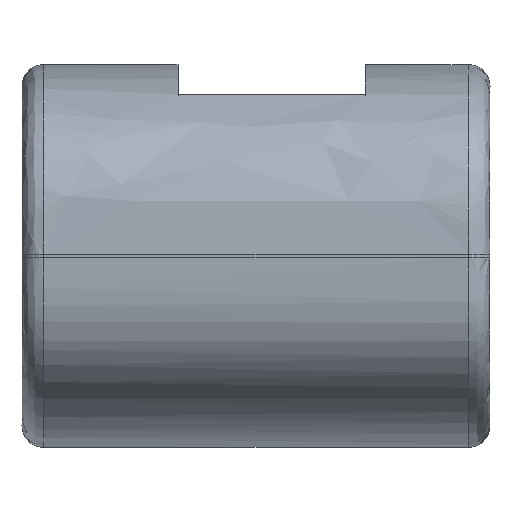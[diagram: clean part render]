
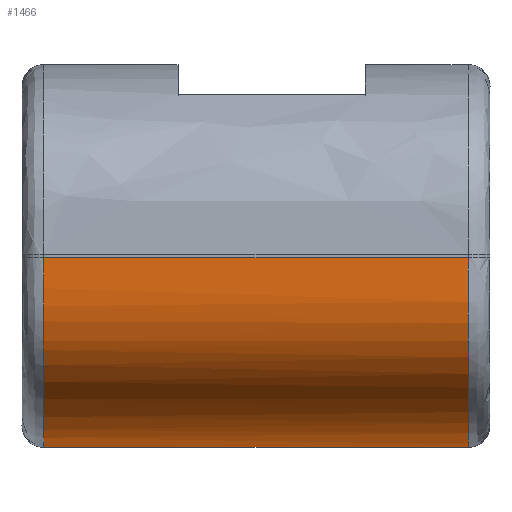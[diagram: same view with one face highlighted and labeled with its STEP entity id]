
A CAD part, left-side view. The second image highlights one B-rep face of the part: STEP entity #1466.
In plain terms, the highlighted free-form (B-spline) face has degree [3, 1] with [14, 2] control points.
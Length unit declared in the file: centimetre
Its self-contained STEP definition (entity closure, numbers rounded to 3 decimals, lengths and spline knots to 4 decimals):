
#67=B_SPLINE_SURFACE_WITH_KNOTS('',3,1,((#2200,#2201),(#2202,#2203),(#2204,
#2205),(#2206,#2207),(#2208,#2209),(#2210,#2211),(#2212,#2213),(#2214,#2215),
(#2216,#2217),(#2218,#2219),(#2220,#2221),(#2222,#2223),(#2224,#2225),(#2226,
#2227)),.UNSPECIFIED.,.F.,.F.,.F.,(4,1,1,1,1,1,1,1,1,1,1,4),(2,2),(0.,0.0081,
0.0313,0.1687,0.3061,0.4434,0.5808,
0.7182,0.7868,0.8555,0.9242,1.),(-0.3277,
0.7087),.UNSPECIFIED.);
#105=B_SPLINE_CURVE_WITH_KNOTS('',3,(#2190,#2191,#2192,#2193,#2194,#2195,
#2196,#2197,#2198,#2199),.UNSPECIFIED.,.F.,.F.,(4,1,1,1,1,1,1,4),(0.,0.0714,
0.1429,0.2143,0.2857,0.4286,0.7143,
1.),.UNSPECIFIED.);
#106=B_SPLINE_CURVE_WITH_KNOTS('',3,(#2232,#2233,#2234,#2235,#2236,#2237,
#2238,#2239,#2240,#2241,#2242,#2243),.UNSPECIFIED.,.F.,.F.,(4,1,1,1,1,1,
1,1,1,4),(0.,0.2857,0.5714,0.6429,0.6786,
0.7143,0.7857,0.8571,0.9286,1.),
 .UNSPECIFIED.);
#154=LINE('',#2229,#259);
#155=LINE('',#2231,#260);
#259=VECTOR('',#1722,0.3454);
#260=VECTOR('',#1723,0.3454);
#393=FACE_OUTER_BOUND('',#482,.T.);
#482=EDGE_LOOP('',(#1033,#1034,#1035,#1036));
#643=VERTEX_POINT('',#2062);
#656=VERTEX_POINT('',#2188);
#657=VERTEX_POINT('',#2228);
#658=VERTEX_POINT('',#2230);
#804=EDGE_CURVE('',#656,#643,#105,.T.);
#805=EDGE_CURVE('',#657,#643,#154,.T.);
#806=EDGE_CURVE('',#658,#656,#155,.T.);
#807=EDGE_CURVE('',#657,#658,#106,.T.);
#1033=ORIENTED_EDGE('',*,*,#805,.T.);
#1034=ORIENTED_EDGE('',*,*,#804,.F.);
#1035=ORIENTED_EDGE('',*,*,#806,.F.);
#1036=ORIENTED_EDGE('',*,*,#807,.F.);
#1466=ADVANCED_FACE('',(#393),#67,.T.);
#1722=DIRECTION('',(0.,-1.,0.));
#1723=DIRECTION('',(0.,-1.,0.));
#2062=CARTESIAN_POINT('',(-0.0481,0.0178,-0.1559));
#2188=CARTESIAN_POINT('',(-0.2921,0.0178,-0.0014));
#2190=CARTESIAN_POINT('Ctrl Pts',(-0.2921,0.0178,-0.0014));
#2191=CARTESIAN_POINT('Ctrl Pts',(-0.2921,0.0178,-0.0088));
#2192=CARTESIAN_POINT('Ctrl Pts',(-0.292,0.0178,-0.0235));
#2193=CARTESIAN_POINT('Ctrl Pts',(-0.2899,0.0178,-0.0481));
#2194=CARTESIAN_POINT('Ctrl Pts',(-0.281,0.0178,-0.0738));
#2195=CARTESIAN_POINT('Ctrl Pts',(-0.2604,0.0178,-0.1026));
#2196=CARTESIAN_POINT('Ctrl Pts',(-0.212,0.0178,-0.1358));
#2197=CARTESIAN_POINT('Ctrl Pts',(-0.1363,0.0178,-0.153));
#2198=CARTESIAN_POINT('Ctrl Pts',(-0.0773,0.0178,-0.1555));
#2199=CARTESIAN_POINT('Ctrl Pts',(-0.0481,0.0178,
-0.1559));
#2200=CARTESIAN_POINT('Ctrl Pts',(-0.0447,-0.3277,
-0.1559));
#2201=CARTESIAN_POINT('Ctrl Pts',(-0.0447,0.7087,-0.1559));
#2202=CARTESIAN_POINT('Ctrl Pts',(-0.0459,-0.3277,
-0.1559));
#2203=CARTESIAN_POINT('Ctrl Pts',(-0.0459,0.7087,-0.1559));
#2204=CARTESIAN_POINT('Ctrl Pts',(-0.0501,-0.3277,
-0.1559));
#2205=CARTESIAN_POINT('Ctrl Pts',(-0.0501,0.7087,-0.1559));
#2206=CARTESIAN_POINT('Ctrl Pts',(-0.0729,-0.3277,
-0.1555));
#2207=CARTESIAN_POINT('Ctrl Pts',(-0.0729,0.7087,-0.1555));
#2208=CARTESIAN_POINT('Ctrl Pts',(-0.1113,-0.3277,-0.1538));
#2209=CARTESIAN_POINT('Ctrl Pts',(-0.1113,0.7087,-0.1538));
#2210=CARTESIAN_POINT('Ctrl Pts',(-0.1604,-0.3277,-0.1474));
#2211=CARTESIAN_POINT('Ctrl Pts',(-0.1604,0.7087,-0.1474));
#2212=CARTESIAN_POINT('Ctrl Pts',(-0.2049,-0.3277,-0.1352));
#2213=CARTESIAN_POINT('Ctrl Pts',(-0.2049,0.7087,-0.1352));
#2214=CARTESIAN_POINT('Ctrl Pts',(-0.2431,-0.3277,-0.116));
#2215=CARTESIAN_POINT('Ctrl Pts',(-0.2431,0.7087,-0.116));
#2216=CARTESIAN_POINT('Ctrl Pts',(-0.2678,-0.3277,-0.0934));
#2217=CARTESIAN_POINT('Ctrl Pts',(-0.2678,0.7087,-0.0934));
#2218=CARTESIAN_POINT('Ctrl Pts',(-0.2817,-0.3277,-0.0711));
#2219=CARTESIAN_POINT('Ctrl Pts',(-0.2817,0.7087,-0.0711));
#2220=CARTESIAN_POINT('Ctrl Pts',(-0.2885,-0.3277,-0.0523));
#2221=CARTESIAN_POINT('Ctrl Pts',(-0.2885,0.7087,-0.0523));
#2222=CARTESIAN_POINT('Ctrl Pts',(-0.2919,-0.3277,
-0.0298));
#2223=CARTESIAN_POINT('Ctrl Pts',(-0.2919,0.7087,
-0.0298));
#2224=CARTESIAN_POINT('Ctrl Pts',(-0.2921,-0.3277,
-0.0103));
#2225=CARTESIAN_POINT('Ctrl Pts',(-0.2921,0.7087,-0.0103));
#2226=CARTESIAN_POINT('Ctrl Pts',(-0.2921,-0.3277,0.002));
#2227=CARTESIAN_POINT('Ctrl Pts',(-0.2921,0.7087,0.002));
#2228=CARTESIAN_POINT('',(-0.0481,0.3632,-0.1559));
#2229=CARTESIAN_POINT('',(-0.0481,0.3632,-0.1559));
#2230=CARTESIAN_POINT('',(-0.2921,0.3632,-0.0014));
#2231=CARTESIAN_POINT('',(-0.2921,0.3632,-0.0014));
#2232=CARTESIAN_POINT('Ctrl Pts',(-0.0481,0.3632,-0.1559));
#2233=CARTESIAN_POINT('Ctrl Pts',(-0.0773,0.3632,-0.1555));
#2234=CARTESIAN_POINT('Ctrl Pts',(-0.1363,0.3632,-0.1531));
#2235=CARTESIAN_POINT('Ctrl Pts',(-0.2045,0.3632,-0.1375));
#2236=CARTESIAN_POINT('Ctrl Pts',(-0.243,0.3632,-0.1143));
#2237=CARTESIAN_POINT('Ctrl Pts',(-0.256,0.3632,-0.1037));
#2238=CARTESIAN_POINT('Ctrl Pts',(-0.2681,0.3632,-0.0917));
#2239=CARTESIAN_POINT('Ctrl Pts',(-0.281,0.3632,-0.0738));
#2240=CARTESIAN_POINT('Ctrl Pts',(-0.2899,0.3632,-0.0481));
#2241=CARTESIAN_POINT('Ctrl Pts',(-0.292,0.3632,-0.0235));
#2242=CARTESIAN_POINT('Ctrl Pts',(-0.2921,0.3632,-0.0088));
#2243=CARTESIAN_POINT('Ctrl Pts',(-0.2921,0.3632,-0.0014));
